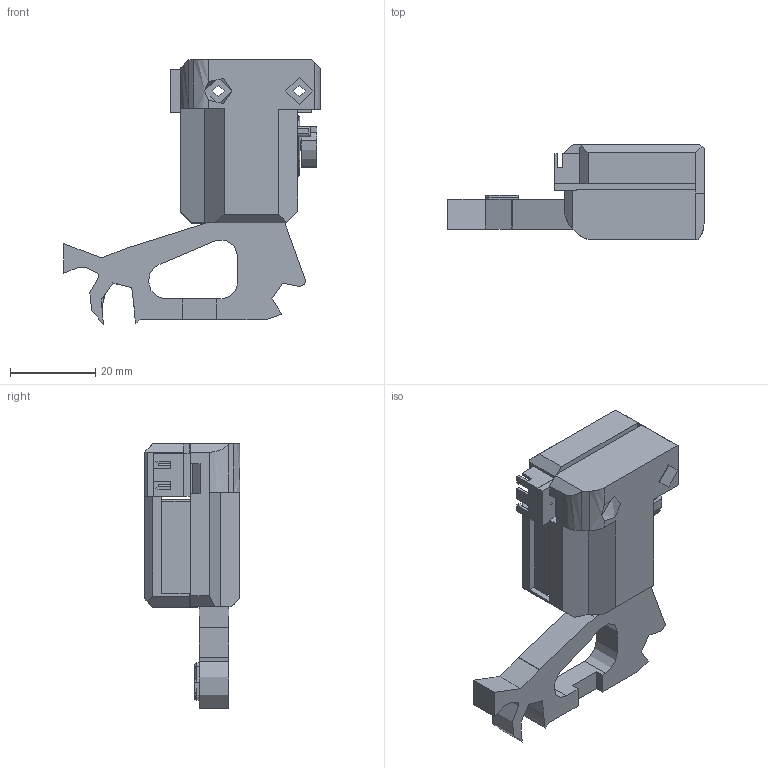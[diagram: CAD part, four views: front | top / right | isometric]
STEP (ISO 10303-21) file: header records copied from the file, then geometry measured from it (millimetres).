
FILE_DESCRIPTION(/* description */ (''),/* implementation_level */ '2;1');
FILE_NAME(/* name */ 'sg90_wheel_mounted.step',/* time_stamp */ '2021-04-27T16:40:16+03:00',/* author */ (''),/* organization */ (''),/* preprocessor_version */ 'ST-DEVELOPER v18.1',/* originating_system */ 'Autodesk Translation Framework v9.10.0.1330',/* authorisation */ '');
FILE_SCHEMA (('AUTOMOTIVE_DESIGN { 1 0 10303 214 3 1 1 }'));
Length unit declared in the file: metre
Products named in the file (13): bltouch_3mm_screw_sg90; COSP_v2; flag; flag Geometry; rod 36.3; lid_n; SG37; Opto; Endstop_Opto_TCST2103; TCST2103^Endstop_Opto_TCST2103; PCB^Endstop_Opto_TCST2103; Connector^Endstop_Opto_TCST2103; wheel_base
Assembly tree (12 placements, depth 5):
  bltouch_3mm_screw_sg90
    COSP_v2
      flag
        flag Geometry
        rod 36.3
      lid_n
      SG37
      Opto
        Endstop_Opto_TCST2103
          TCST2103^Endstop_Opto_TCST2103
          PCB^Endstop_Opto_TCST2103
          Connector^Endstop_Opto_TCST2103
    wheel_base
Bounding box: 60.38 x 22.49 x 62.25 mm (x, y, z)
Volume: 18431.2 mm3; surface area: 19493.2 mm2
Topology: 10 solids, 10 shells, 501 faces, 1337 edges, 862 vertices
Faces by surface type: plane 362, cylinder 98, bspline 24, sphere 8, torus 5, cone 4
Full cylindrical faces by diameter (mm): 0.5 x6, 1 x1, 1.5 x2, 2.8 x2, 3 x2, 3.4 x6, 5 x2, 6.4 x2
Entity records: 16186 total; most frequent: CARTESIAN_POINT 3270, ORIENTED_EDGE 2654, DIRECTION 2502, EDGE_CURVE 1327, LINE 1046, VECTOR 1046, VERTEX_POINT 862, AXIS2_PLACEMENT_3D 728
